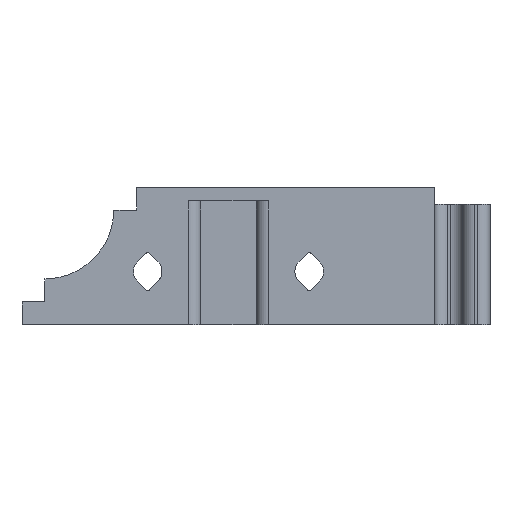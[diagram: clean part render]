
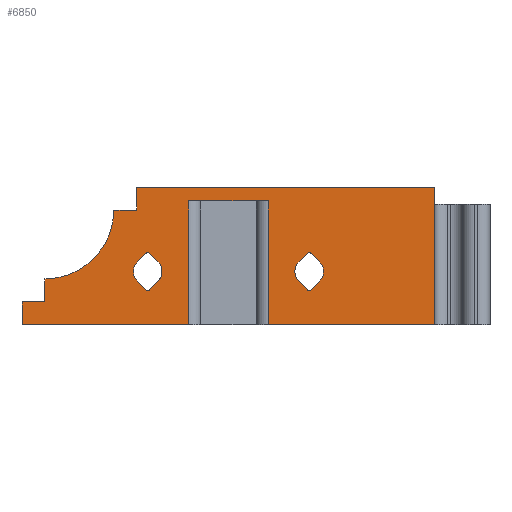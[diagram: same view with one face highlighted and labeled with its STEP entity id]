
A CAD part, front view. The second image highlights one B-rep face of the part: STEP entity #6850.
In plain terms, the highlighted planar face has unit normal (0, -1, 0).
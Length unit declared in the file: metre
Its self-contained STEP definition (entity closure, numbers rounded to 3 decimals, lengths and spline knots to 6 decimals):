
#167=CIRCLE('',#7347,0.002075);
#170=CIRCLE('',#7366,0.002075);
#181=CIRCLE('',#7379,0.01);
#182=CIRCLE('',#7380,0.0004);
#183=CIRCLE('',#7381,0.002075);
#184=CIRCLE('',#7382,0.0004);
#185=CIRCLE('',#7383,0.0004);
#186=CIRCLE('',#7384,0.0004);
#187=CIRCLE('',#7385,0.002075);
#356=PLANE('',#7378);
#577=LINE('',#9832,#1307);
#716=LINE('',#10254,#1446);
#736=LINE('',#10327,#1466);
#910=LINE('',#11036,#1640);
#911=LINE('',#11039,#1641);
#912=LINE('',#11040,#1642);
#913=LINE('',#11042,#1643);
#914=LINE('',#11044,#1644);
#915=LINE('',#11045,#1645);
#916=LINE('',#11046,#1646);
#917=LINE('',#11048,#1647);
#918=LINE('',#11052,#1648);
#919=LINE('',#11053,#1649);
#920=LINE('',#11057,#1650);
#921=LINE('',#11061,#1651);
#922=LINE('',#11065,#1652);
#923=LINE('',#11066,#1653);
#924=LINE('',#11071,#1654);
#925=LINE('',#11072,#1655);
#926=LINE('',#11076,#1656);
#1307=VECTOR('',#7736,1.);
#1446=VECTOR('',#8001,1.);
#1466=VECTOR('',#8053,1.);
#1640=VECTOR('',#8517,1.);
#1641=VECTOR('',#8518,1.);
#1642=VECTOR('',#8519,1.);
#1643=VECTOR('',#8520,1.);
#1644=VECTOR('',#8521,1.);
#1645=VECTOR('',#8522,1.);
#1646=VECTOR('',#8523,1.);
#1647=VECTOR('',#8524,1.);
#1648=VECTOR('',#8527,1.);
#1649=VECTOR('',#8528,1.);
#1650=VECTOR('',#8531,1.);
#1651=VECTOR('',#8534,1.);
#1652=VECTOR('',#8537,1.);
#1653=VECTOR('',#8538,1.);
#1654=VECTOR('',#8541,1.);
#1655=VECTOR('',#8542,1.);
#1656=VECTOR('',#8545,1.);
#2781=ORIENTED_EDGE('',*,*,#4705,.F.);
#2782=ORIENTED_EDGE('',*,*,#4706,.T.);
#2783=ORIENTED_EDGE('',*,*,#4358,.F.);
#2784=ORIENTED_EDGE('',*,*,#4707,.F.);
#2785=ORIENTED_EDGE('',*,*,#4708,.F.);
#2786=ORIENTED_EDGE('',*,*,#4709,.T.);
#2787=ORIENTED_EDGE('',*,*,#4394,.F.);
#2788=ORIENTED_EDGE('',*,*,#4710,.T.);
#2789=ORIENTED_EDGE('',*,*,#4173,.T.);
#2790=ORIENTED_EDGE('',*,*,#4711,.F.);
#2791=ORIENTED_EDGE('',*,*,#4712,.F.);
#2792=ORIENTED_EDGE('',*,*,#4713,.F.);
#2793=ORIENTED_EDGE('',*,*,#4714,.F.);
#2794=ORIENTED_EDGE('',*,*,#4715,.F.);
#2795=ORIENTED_EDGE('',*,*,#4716,.F.);
#2796=ORIENTED_EDGE('',*,*,#4717,.T.);
#2797=ORIENTED_EDGE('',*,*,#4718,.F.);
#2798=ORIENTED_EDGE('',*,*,#4719,.T.);
#2799=ORIENTED_EDGE('',*,*,#4720,.F.);
#2800=ORIENTED_EDGE('',*,*,#4721,.F.);
#2801=ORIENTED_EDGE('',*,*,#4673,.F.);
#2802=ORIENTED_EDGE('',*,*,#4722,.F.);
#2803=ORIENTED_EDGE('',*,*,#4723,.F.);
#2804=ORIENTED_EDGE('',*,*,#4724,.T.);
#2805=ORIENTED_EDGE('',*,*,#4637,.F.);
#2806=ORIENTED_EDGE('',*,*,#4725,.T.);
#2807=ORIENTED_EDGE('',*,*,#4726,.F.);
#2808=ORIENTED_EDGE('',*,*,#4727,.F.);
#2809=ORIENTED_EDGE('',*,*,#4728,.F.);
#4173=EDGE_CURVE('',#5192,#5191,#577,.F.);
#4358=EDGE_CURVE('',#5352,#5353,#716,.F.);
#4394=EDGE_CURVE('',#5388,#5389,#736,.F.);
#4637=EDGE_CURVE('',#5575,#5576,#167,.T.);
#4673=EDGE_CURVE('',#5611,#5612,#170,.T.);
#4705=EDGE_CURVE('',#5639,#5640,#910,.T.);
#4706=EDGE_CURVE('',#5639,#5353,#911,.T.);
#4707=EDGE_CURVE('',#5641,#5352,#912,.T.);
#4708=EDGE_CURVE('',#5642,#5641,#913,.F.);
#4709=EDGE_CURVE('',#5642,#5389,#914,.F.);
#4710=EDGE_CURVE('',#5388,#5192,#915,.T.);
#4711=EDGE_CURVE('',#5643,#5191,#916,.T.);
#4712=EDGE_CURVE('',#5644,#5643,#917,.T.);
#4713=EDGE_CURVE('',#5645,#5644,#181,.T.);
#4714=EDGE_CURVE('',#5640,#5645,#918,.T.);
#4715=EDGE_CURVE('',#5646,#5611,#919,.T.);
#4716=EDGE_CURVE('',#5647,#5646,#182,.T.);
#4717=EDGE_CURVE('',#5647,#5648,#920,.T.);
#4718=EDGE_CURVE('',#5649,#5648,#183,.T.);
#4719=EDGE_CURVE('',#5649,#5650,#921,.T.);
#4720=EDGE_CURVE('',#5651,#5650,#184,.T.);
#4721=EDGE_CURVE('',#5612,#5651,#922,.T.);
#4722=EDGE_CURVE('',#5652,#5653,#923,.T.);
#4723=EDGE_CURVE('',#5654,#5652,#185,.T.);
#4724=EDGE_CURVE('',#5654,#5576,#924,.T.);
#4725=EDGE_CURVE('',#5575,#5655,#925,.T.);
#4726=EDGE_CURVE('',#5656,#5655,#186,.T.);
#4727=EDGE_CURVE('',#5657,#5656,#926,.T.);
#4728=EDGE_CURVE('',#5653,#5657,#187,.T.);
#5191=VERTEX_POINT('',#9831);
#5192=VERTEX_POINT('',#9833);
#5352=VERTEX_POINT('',#10255);
#5353=VERTEX_POINT('',#10256);
#5388=VERTEX_POINT('',#10326);
#5389=VERTEX_POINT('',#10328);
#5575=VERTEX_POINT('',#10873);
#5576=VERTEX_POINT('',#10875);
#5611=VERTEX_POINT('',#10974);
#5612=VERTEX_POINT('',#10976);
#5639=VERTEX_POINT('',#11037);
#5640=VERTEX_POINT('',#11038);
#5641=VERTEX_POINT('',#11041);
#5642=VERTEX_POINT('',#11043);
#5643=VERTEX_POINT('',#11047);
#5644=VERTEX_POINT('',#11049);
#5645=VERTEX_POINT('',#11051);
#5646=VERTEX_POINT('',#11054);
#5647=VERTEX_POINT('',#11056);
#5648=VERTEX_POINT('',#11058);
#5649=VERTEX_POINT('',#11060);
#5650=VERTEX_POINT('',#11062);
#5651=VERTEX_POINT('',#11064);
#5652=VERTEX_POINT('',#11067);
#5653=VERTEX_POINT('',#11068);
#5654=VERTEX_POINT('',#11070);
#5655=VERTEX_POINT('',#11073);
#5656=VERTEX_POINT('',#11075);
#5657=VERTEX_POINT('',#11077);
#6052=EDGE_LOOP('',(#2781,#2782,#2783,#2784,#2785,#2786,#2787,#2788,#2789,
#2790,#2791,#2792,#2793));
#6053=EDGE_LOOP('',(#2794,#2795,#2796,#2797,#2798,#2799,#2800,#2801));
#6054=EDGE_LOOP('',(#2802,#2803,#2804,#2805,#2806,#2807,#2808,#2809));
#6442=FACE_BOUND('',#6052,.T.);
#6443=FACE_BOUND('',#6053,.T.);
#6444=FACE_BOUND('',#6054,.T.);
#6850=ADVANCED_FACE('',(#6442,#6443,#6444),#356,.T.);
#7347=AXIS2_PLACEMENT_3D('',#10874,#8421,#8422);
#7366=AXIS2_PLACEMENT_3D('',#10975,#8470,#8471);
#7378=AXIS2_PLACEMENT_3D('',#11035,#8515,#8516);
#7379=AXIS2_PLACEMENT_3D('',#11050,#8525,#8526);
#7380=AXIS2_PLACEMENT_3D('',#11055,#8529,#8530);
#7381=AXIS2_PLACEMENT_3D('',#11059,#8532,#8533);
#7382=AXIS2_PLACEMENT_3D('',#11063,#8535,#8536);
#7383=AXIS2_PLACEMENT_3D('',#11069,#8539,#8540);
#7384=AXIS2_PLACEMENT_3D('',#11074,#8543,#8544);
#7385=AXIS2_PLACEMENT_3D('',#11078,#8546,#8547);
#7736=DIRECTION('',(1.,0.,0.));
#8001=DIRECTION('',(1.,0.,0.));
#8053=DIRECTION('',(1.,0.,0.));
#8421=DIRECTION('',(0.,-1.,0.));
#8422=DIRECTION('',(1.,0.,0.));
#8470=DIRECTION('',(0.,-1.,0.));
#8471=DIRECTION('',(1.,0.,0.));
#8515=DIRECTION('',(0.,-1.,0.));
#8516=DIRECTION('',(1.,0.,0.));
#8517=DIRECTION('',(1.,0.,0.));
#8518=DIRECTION('',(0.,0.,-1.));
#8519=DIRECTION('',(0.,0.,-1.));
#8520=DIRECTION('',(1.,0.,0.));
#8521=DIRECTION('',(0.,0.,1.));
#8522=DIRECTION('',(0.,0.,1.));
#8523=DIRECTION('',(0.,0.,1.));
#8524=DIRECTION('',(1.,0.,0.));
#8525=DIRECTION('',(0.,-1.,0.));
#8526=DIRECTION('',(1.,0.,0.));
#8527=DIRECTION('',(0.,0.,1.));
#8528=DIRECTION('',(0.707,0.,0.707));
#8529=DIRECTION('',(0.,-1.,0.));
#8530=DIRECTION('',(1.,0.,0.));
#8531=DIRECTION('',(-0.707,0.,0.707));
#8532=DIRECTION('',(0.,-1.,0.));
#8533=DIRECTION('',(1.,0.,0.));
#8534=DIRECTION('',(0.707,0.,0.707));
#8535=DIRECTION('',(0.,-1.,0.));
#8536=DIRECTION('',(1.,0.,0.));
#8537=DIRECTION('',(-0.707,0.,0.707));
#8538=DIRECTION('',(0.707,0.,0.707));
#8539=DIRECTION('',(0.,-1.,0.));
#8540=DIRECTION('',(1.,0.,0.));
#8541=DIRECTION('',(-0.707,0.,0.707));
#8542=DIRECTION('',(0.707,0.,0.707));
#8543=DIRECTION('',(0.,-1.,0.));
#8544=DIRECTION('',(1.,0.,0.));
#8545=DIRECTION('',(-0.707,0.,0.707));
#8546=DIRECTION('',(0.,-1.,0.));
#8547=DIRECTION('',(1.,0.,0.));
#9831=CARTESIAN_POINT('',(0.526667,0.810025,0.38));
#9832=CARTESIAN_POINT('',(0.497889,0.810025,0.38));
#9833=CARTESIAN_POINT('',(0.57,0.810025,0.38));
#10254=CARTESIAN_POINT('',(0.497889,0.810025,0.36));
#10255=CARTESIAN_POINT('',(0.534222,0.810025,0.36));
#10256=CARTESIAN_POINT('',(0.51,0.810025,0.36));
#10326=CARTESIAN_POINT('',(0.57,0.810025,0.36));
#10327=CARTESIAN_POINT('',(0.497889,0.810025,0.36));
#10328=CARTESIAN_POINT('',(0.545778,0.810025,0.36));
#10873=CARTESIAN_POINT('',(0.550266,0.810025,0.369201));
#10874=CARTESIAN_POINT('',(0.551733,0.810025,0.367733));
#10875=CARTESIAN_POINT('',(0.550266,0.810025,0.366266));
#10974=CARTESIAN_POINT('',(0.529734,0.810025,0.366266));
#10975=CARTESIAN_POINT('',(0.528267,0.810025,0.367733));
#10976=CARTESIAN_POINT('',(0.529734,0.810025,0.369201));
#11035=CARTESIAN_POINT('',(0.497889,0.810025,0.38));
#11036=CARTESIAN_POINT('',(0.497889,0.810025,0.363333));
#11037=CARTESIAN_POINT('',(0.51,0.810025,0.363333));
#11038=CARTESIAN_POINT('',(0.513333,0.810025,0.363333));
#11039=CARTESIAN_POINT('',(0.51,0.810025,0.38));
#11040=CARTESIAN_POINT('',(0.534222,0.810025,0.38));
#11041=CARTESIAN_POINT('',(0.534222,0.810025,0.378));
#11042=CARTESIAN_POINT('',(0.497889,0.810025,0.378));
#11043=CARTESIAN_POINT('',(0.545778,0.810025,0.378));
#11044=CARTESIAN_POINT('',(0.545778,0.810025,0.38));
#11045=CARTESIAN_POINT('',(0.57,0.810025,0.38));
#11046=CARTESIAN_POINT('',(0.526667,0.810025,0.38));
#11047=CARTESIAN_POINT('',(0.526667,0.810025,0.376667));
#11048=CARTESIAN_POINT('',(0.497889,0.810025,0.376667));
#11049=CARTESIAN_POINT('',(0.523333,0.810025,0.376667));
#11050=CARTESIAN_POINT('',(0.513333,0.810025,0.376667));
#11051=CARTESIAN_POINT('',(0.513333,0.810025,0.366667));
#11052=CARTESIAN_POINT('',(0.513333,0.810025,0.38));
#11053=CARTESIAN_POINT('',(0.520678,0.810025,0.357211));
#11054=CARTESIAN_POINT('',(0.528549,0.810025,0.365082));
#11055=CARTESIAN_POINT('',(0.528267,0.810025,0.365365));
#11056=CARTESIAN_POINT('',(0.527984,0.810025,0.365082));
#11057=CARTESIAN_POINT('',(0.505477,0.810025,0.387588));
#11058=CARTESIAN_POINT('',(0.526799,0.810025,0.366266));
#11059=CARTESIAN_POINT('',(0.528267,0.810025,0.367733));
#11060=CARTESIAN_POINT('',(0.526799,0.810025,0.369201));
#11061=CARTESIAN_POINT('',(0.517744,0.810025,0.360145));
#11062=CARTESIAN_POINT('',(0.527984,0.810025,0.370385));
#11063=CARTESIAN_POINT('',(0.528267,0.810025,0.370102));
#11064=CARTESIAN_POINT('',(0.528549,0.810025,0.370385));
#11065=CARTESIAN_POINT('',(0.508412,0.810025,0.390523));
#11066=CARTESIAN_POINT('',(0.532412,0.810025,0.345477));
#11067=CARTESIAN_POINT('',(0.552016,0.810025,0.365082));
#11068=CARTESIAN_POINT('',(0.553201,0.810025,0.366266));
#11069=CARTESIAN_POINT('',(0.551733,0.810025,0.365365));
#11070=CARTESIAN_POINT('',(0.551451,0.810025,0.365082));
#11071=CARTESIAN_POINT('',(0.517211,0.810025,0.399322));
#11072=CARTESIAN_POINT('',(0.529477,0.810025,0.348412));
#11073=CARTESIAN_POINT('',(0.551451,0.810025,0.370385));
#11074=CARTESIAN_POINT('',(0.551733,0.810025,0.370102));
#11075=CARTESIAN_POINT('',(0.552016,0.810025,0.370385));
#11076=CARTESIAN_POINT('',(0.520145,0.810025,0.402256));
#11077=CARTESIAN_POINT('',(0.553201,0.810025,0.369201));
#11078=CARTESIAN_POINT('',(0.551733,0.810025,0.367733));
